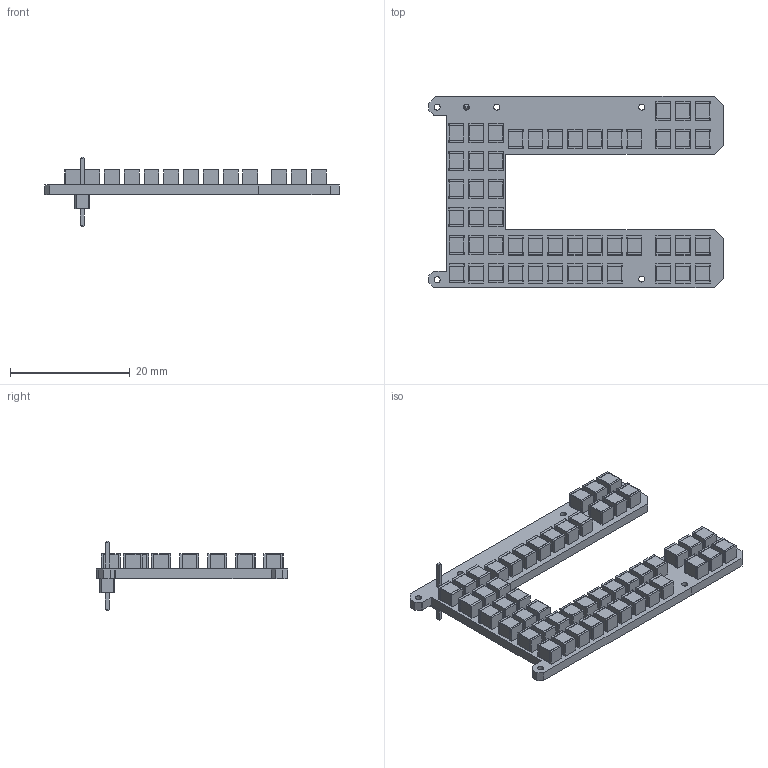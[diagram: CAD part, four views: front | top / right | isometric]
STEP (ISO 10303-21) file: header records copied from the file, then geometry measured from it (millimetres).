
FILE_DESCRIPTION(('KiCad electronic assembly'),'2;1');
FILE_NAME('ESC_R-cap_bank.step','2024-12-13T16:19:17',('Pcbnew'),( 'Kicad'),'Open CASCADE STEP processor 7.8','KiCad to STEP converter' ,'Unknown');
FILE_SCHEMA(('AUTOMOTIVE_DESIGN { 1 0 10303 214 1 1 1 1 }'));
Length unit declared in the file: millimetre
Products named in the file (6): ESC_R-cap_bank 1; C_1210_3225Metric; PinHeader_1x01_P2.54mm_Vertical; PinHeader_1x01_P254mm_Vertical; ESC_cap_bank_PCB
Assembly tree (54 placements, depth 3):
  ESC_R-cap_bank 1
    C_1210_3225Metric  x50
      C_1210_3225Metric
    PinHeader_1x01_P2.54mm_Vertical
      PinHeader_1x01_P254mm_Vertical
    ESC_cap_bank_PCB
Bounding box: 49.2 x 31.93 x 11.54 mm (x, y, z)
Volume: 2610.6 mm3; surface area: 4728.6 mm2
Topology: 52 solids, 52 shells, 1461 faces, 3757 edges, 2502 vertices
Faces by surface type: plane 855, cylinder 606
Full cylindrical faces by diameter (mm): 1 x6
Entity records: 3594 total; most frequent: DIRECTION 553, CARTESIAN_POINT 523, ORIENTED_EDGE 458, EDGE_CURVE 229, LINE 193, VECTOR 193, AXIS2_PLACEMENT_3D 180, VERTEX_POINT 150
